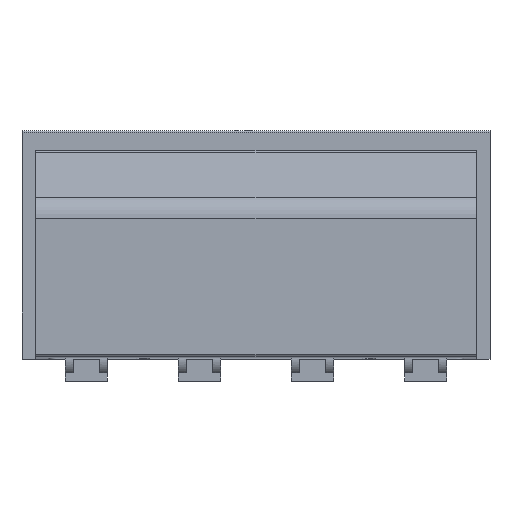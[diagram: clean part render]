
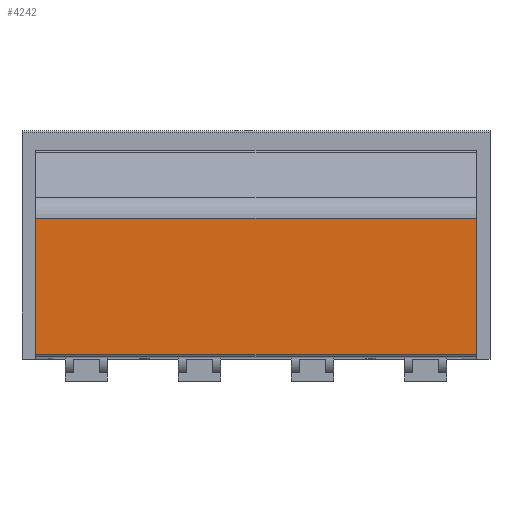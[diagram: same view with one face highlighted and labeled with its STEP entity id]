
A CAD part, front view. The second image highlights one B-rep face of the part: STEP entity #4242.
In plain terms, the highlighted planar face has unit normal (0, -1, 0).
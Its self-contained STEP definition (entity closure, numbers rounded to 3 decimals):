
#1563 = PLANE('',#1564);
#1564 = AXIS2_PLACEMENT_3D('',#1565,#1566,#1567);
#1565 = CARTESIAN_POINT('',(99.35,-4.5,94.135));
#1566 = DIRECTION('',(1.,0.,0.));
#1567 = DIRECTION('',(0.,0.,-1.));
#1591 = CYLINDRICAL_SURFACE('',#1592,1.);
#1592 = AXIS2_PLACEMENT_3D('',#1593,#1594,#1595);
#1593 = CARTESIAN_POINT('',(105.5,-38.6,2.314));
#1594 = DIRECTION('',(-1.,0.,0.));
#1595 = DIRECTION('',(0.,0.,1.));
#1619 = PLANE('',#1620);
#1620 = AXIS2_PLACEMENT_3D('',#1621,#1622,#1623);
#1621 = CARTESIAN_POINT('',(-99.35,-4.5,94.135));
#1622 = DIRECTION('',(1.,0.,0.));
#1623 = DIRECTION('',(0.,0.,-1.));
#4132 = CYLINDRICAL_SURFACE('',#4133,11.);
#4133 = AXIS2_PLACEMENT_3D('',#4134,#4135,#4136);
#4134 = CARTESIAN_POINT('',(105.5,-28.6,63.617));
#4135 = DIRECTION('',(-1.,0.,0.));
#4136 = DIRECTION('',(0.,0.,1.));
#4170 = VERTEX_POINT('',#4171);
#4171 = CARTESIAN_POINT('',(-99.35,-39.6,63.617));
#4193 = EDGE_CURVE('',#4194,#4170,#4196,.T.);
#4194 = VERTEX_POINT('',#4195);
#4195 = CARTESIAN_POINT('',(99.35,-39.6,63.617));
#4196 = SURFACE_CURVE('',#4197,(#4201,#4208),.PCURVE_S1.);
#4197 = LINE('',#4198,#4199);
#4198 = CARTESIAN_POINT('',(105.5,-39.6,63.617));
#4199 = VECTOR('',#4200,1.);
#4200 = DIRECTION('',(-1.,0.,0.));
#4201 = PCURVE('',#4132,#4202);
#4202 = DEFINITIONAL_REPRESENTATION('',(#4203),#4207);
#4203 = LINE('',#4204,#4205);
#4204 = CARTESIAN_POINT('',(4.712,0.));
#4205 = VECTOR('',#4206,1.);
#4206 = DIRECTION('',(0.,1.));
#4207 = ( GEOMETRIC_REPRESENTATION_CONTEXT(2) 
PARAMETRIC_REPRESENTATION_CONTEXT() REPRESENTATION_CONTEXT('2D SPACE',''
  ) );
#4208 = PCURVE('',#4209,#4214);
#4209 = PLANE('',#4210);
#4210 = AXIS2_PLACEMENT_3D('',#4211,#4212,#4213);
#4211 = CARTESIAN_POINT('',(105.5,-39.6,63.617));
#4212 = DIRECTION('',(0.,1.,0.));
#4213 = DIRECTION('',(0.,-0.,1.));
#4214 = DEFINITIONAL_REPRESENTATION('',(#4215),#4219);
#4215 = LINE('',#4216,#4217);
#4216 = CARTESIAN_POINT('',(0.,0.));
#4217 = VECTOR('',#4218,1.);
#4218 = DIRECTION('',(0.,-1.));
#4219 = ( GEOMETRIC_REPRESENTATION_CONTEXT(2) 
PARAMETRIC_REPRESENTATION_CONTEXT() REPRESENTATION_CONTEXT('2D SPACE',''
  ) );
#4242 = ADVANCED_FACE('',(#4243),#4209,.F.);
#4243 = FACE_BOUND('',#4244,.T.);
#4244 = EDGE_LOOP('',(#4245,#4246,#4269,#4292));
#4245 = ORIENTED_EDGE('',*,*,#4193,.T.);
#4246 = ORIENTED_EDGE('',*,*,#4247,.T.);
#4247 = EDGE_CURVE('',#4170,#4248,#4250,.T.);
#4248 = VERTEX_POINT('',#4249);
#4249 = CARTESIAN_POINT('',(-99.35,-39.6,2.314));
#4250 = SURFACE_CURVE('',#4251,(#4255,#4262),.PCURVE_S1.);
#4251 = LINE('',#4252,#4253);
#4252 = CARTESIAN_POINT('',(-99.35,-39.6,63.617));
#4253 = VECTOR('',#4254,1.);
#4254 = DIRECTION('',(0.,0.,-1.));
#4255 = PCURVE('',#4209,#4256);
#4256 = DEFINITIONAL_REPRESENTATION('',(#4257),#4261);
#4257 = LINE('',#4258,#4259);
#4258 = CARTESIAN_POINT('',(0.,-204.85));
#4259 = VECTOR('',#4260,1.);
#4260 = DIRECTION('',(-1.,0.));
#4261 = ( GEOMETRIC_REPRESENTATION_CONTEXT(2) 
PARAMETRIC_REPRESENTATION_CONTEXT() REPRESENTATION_CONTEXT('2D SPACE',''
  ) );
#4262 = PCURVE('',#1619,#4263);
#4263 = DEFINITIONAL_REPRESENTATION('',(#4264),#4268);
#4264 = LINE('',#4265,#4266);
#4265 = CARTESIAN_POINT('',(30.517,-35.1));
#4266 = VECTOR('',#4267,1.);
#4267 = DIRECTION('',(1.,0.));
#4268 = ( GEOMETRIC_REPRESENTATION_CONTEXT(2) 
PARAMETRIC_REPRESENTATION_CONTEXT() REPRESENTATION_CONTEXT('2D SPACE',''
  ) );
#4269 = ORIENTED_EDGE('',*,*,#4270,.F.);
#4270 = EDGE_CURVE('',#4271,#4248,#4273,.T.);
#4271 = VERTEX_POINT('',#4272);
#4272 = CARTESIAN_POINT('',(99.35,-39.6,2.314));
#4273 = SURFACE_CURVE('',#4274,(#4278,#4285),.PCURVE_S1.);
#4274 = LINE('',#4275,#4276);
#4275 = CARTESIAN_POINT('',(105.5,-39.6,2.314));
#4276 = VECTOR('',#4277,1.);
#4277 = DIRECTION('',(-1.,0.,0.));
#4278 = PCURVE('',#4209,#4279);
#4279 = DEFINITIONAL_REPRESENTATION('',(#4280),#4284);
#4280 = LINE('',#4281,#4282);
#4281 = CARTESIAN_POINT('',(-61.304,0.));
#4282 = VECTOR('',#4283,1.);
#4283 = DIRECTION('',(0.,-1.));
#4284 = ( GEOMETRIC_REPRESENTATION_CONTEXT(2) 
PARAMETRIC_REPRESENTATION_CONTEXT() REPRESENTATION_CONTEXT('2D SPACE',''
  ) );
#4285 = PCURVE('',#1591,#4286);
#4286 = DEFINITIONAL_REPRESENTATION('',(#4287),#4291);
#4287 = LINE('',#4288,#4289);
#4288 = CARTESIAN_POINT('',(4.712,0.));
#4289 = VECTOR('',#4290,1.);
#4290 = DIRECTION('',(0.,1.));
#4291 = ( GEOMETRIC_REPRESENTATION_CONTEXT(2) 
PARAMETRIC_REPRESENTATION_CONTEXT() REPRESENTATION_CONTEXT('2D SPACE',''
  ) );
#4292 = ORIENTED_EDGE('',*,*,#4293,.F.);
#4293 = EDGE_CURVE('',#4194,#4271,#4294,.T.);
#4294 = SURFACE_CURVE('',#4295,(#4299,#4306),.PCURVE_S1.);
#4295 = LINE('',#4296,#4297);
#4296 = CARTESIAN_POINT('',(99.35,-39.6,63.617));
#4297 = VECTOR('',#4298,1.);
#4298 = DIRECTION('',(0.,0.,-1.));
#4299 = PCURVE('',#4209,#4300);
#4300 = DEFINITIONAL_REPRESENTATION('',(#4301),#4305);
#4301 = LINE('',#4302,#4303);
#4302 = CARTESIAN_POINT('',(0.,-6.15));
#4303 = VECTOR('',#4304,1.);
#4304 = DIRECTION('',(-1.,0.));
#4305 = ( GEOMETRIC_REPRESENTATION_CONTEXT(2) 
PARAMETRIC_REPRESENTATION_CONTEXT() REPRESENTATION_CONTEXT('2D SPACE',''
  ) );
#4306 = PCURVE('',#1563,#4307);
#4307 = DEFINITIONAL_REPRESENTATION('',(#4308),#4312);
#4308 = LINE('',#4309,#4310);
#4309 = CARTESIAN_POINT('',(30.517,-35.1));
#4310 = VECTOR('',#4311,1.);
#4311 = DIRECTION('',(1.,0.));
#4312 = ( GEOMETRIC_REPRESENTATION_CONTEXT(2) 
PARAMETRIC_REPRESENTATION_CONTEXT() REPRESENTATION_CONTEXT('2D SPACE',''
  ) );
